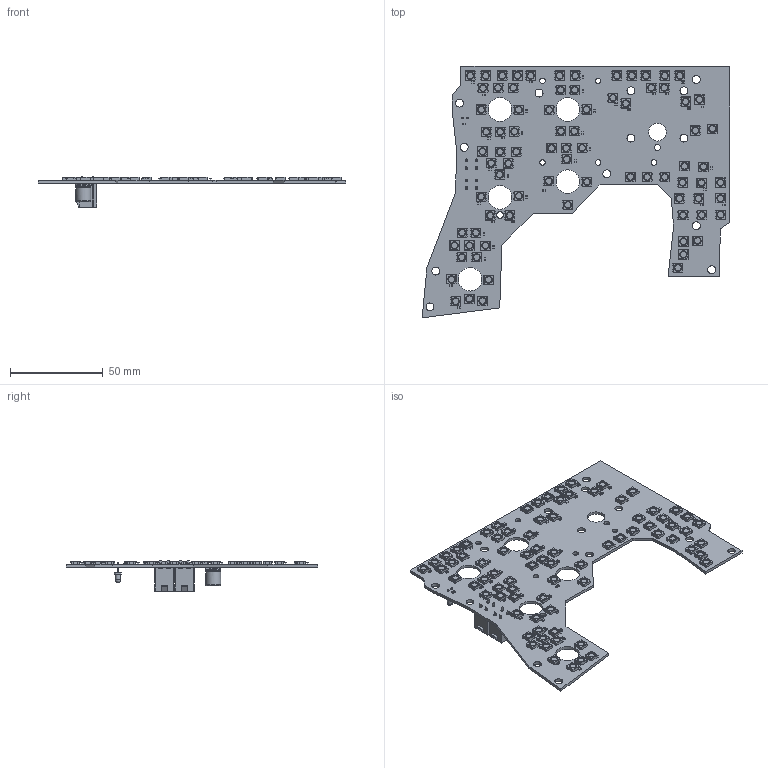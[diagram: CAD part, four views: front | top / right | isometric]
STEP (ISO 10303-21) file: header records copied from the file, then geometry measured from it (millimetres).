
FILE_DESCRIPTION(('KiCad electronic assembly'),'2;1');
FILE_NAME('Select JETT Panel PCB V2.step','2021-01-04T13:45:13',( 'An Author'),('A Company'),'Open CASCADE STEP processor 6.9', 'KiCad to STEP converter','Unknown');
FILE_SCHEMA(('AUTOMOTIVE_DESIGN { 1 0 10303 214 1 1 1 1 }'));
Length unit declared in the file: millimetre
Products named in the file (14): Open CASCADE STEP translator 6.9 1; Molex_Mini-Fit_Jr_5566-04A_2x02_P4.20mm_Vertical; SOLID; R_0603_1608Metric; LED_D3.0mm; LED_WS2812B_PLCC4_5.0x5.0mm_P3.2mm; C_0603_1608Metric; CP_Elec_8x10; COMPOUND
Assembly tree (129 placements, depth 3):
  Open CASCADE STEP translator 6.9 1
    Molex_Mini-Fit_Jr_5566-04A_2x02_P4.20mm_Vertical  x2
      SOLID
    R_0603_1608Metric
      SOLID
    LED_D3.0mm
      SOLID
    LED_WS2812B_PLCC4_5.0x5.0mm_P3.2mm  x81
      SOLID
    C_0603_1608Metric  x36
      SOLID
    CP_Elec_8x10
      SOLID
    COMPOUND
Bounding box: 165.79 x 135.53 x 16.3 mm (x, y, z)
Volume: 25844.5 mm3; surface area: 39047.6 mm2
Topology: 123 solids, 123 shells, 6920 faces, 19950 edges, 13131 vertices
Faces by surface type: plane 4557, cylinder 2274, cone 81, torus 4, bspline 2, sphere 1, revolution 1
Full cylindrical faces by diameter (mm): 0.9 x2, 1.4 x8, 3 x1, 3.02 x5, 3.175 x1, 3.333 x81, 3.572 x1, 4.3 x9, 4.305 x4, 8 x2, 9.525 x1, 12.7 x5
Entity records: 28327 total; most frequent: CARTESIAN_POINT 5180, DIRECTION 4114, LINE 2609, VECTOR 2609, ORIENTED_EDGE 2010, PCURVE 2010, DEFINITIONAL_REPRESENTATION 2010, EDGE_CURVE 1005
